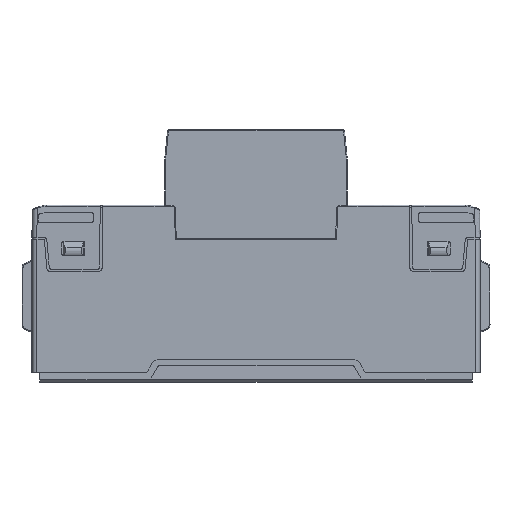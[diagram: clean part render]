
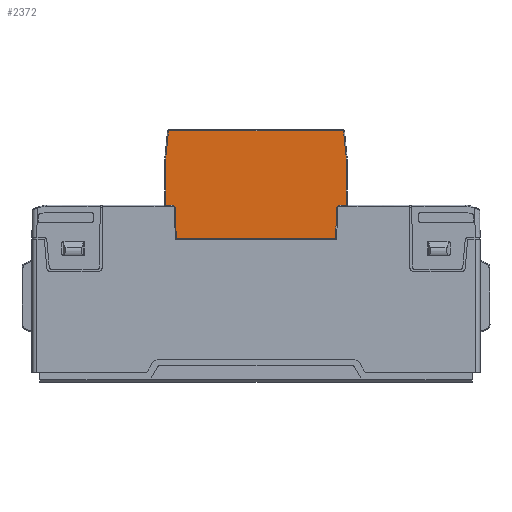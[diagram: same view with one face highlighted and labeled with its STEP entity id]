
A CAD part, left-side view. The second image highlights one B-rep face of the part: STEP entity #2372.
In plain terms, the highlighted free-form (B-spline) face has degree [1, 1] with [2, 2] control points.
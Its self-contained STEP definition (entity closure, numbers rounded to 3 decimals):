
#2217=CARTESIAN_POINT('',(-8.9,18.15,50.58));
#2218=CARTESIAN_POINT('',(-8.9,18.15,28.98));
#2219=CARTESIAN_POINT('',(-8.9,-18.15,50.58));
#2220=CARTESIAN_POINT('',(-8.9,-18.15,28.98));
#2221=B_SPLINE_SURFACE_WITH_KNOTS('',1,1,((#2217,#2219),(#2218,#2220)),.UNSPECIFIED.,.F.,.F.,.U.,(2,2),(2,2),(0.0,21.6),(0.0,36.3),.UNSPECIFIED.);
#2222=CARTESIAN_POINT('',(-8.9,16.657,35.58));
#2223=VERTEX_POINT('',#2222);
#2224=CARTESIAN_POINT('',(-8.9,18.15,35.58));
#2225=VERTEX_POINT('',#2224);
#2226=CARTESIAN_POINT('',(-8.9,16.657,35.58));
#2227=DIRECTION('',(0.0,1.0,0.0));
#2228=VECTOR('',#2227,1.493);
#2229=LINE('',#2226,#2228);
#2230=EDGE_CURVE('',#2223,#2225,#2229,.T.);
#2231=ORIENTED_EDGE('',*,*,#2230,.F.);
#2232=CARTESIAN_POINT('',(-8.9,16.148,35.08));
#2233=VERTEX_POINT('',#2232);
#2234=CARTESIAN_POINT('',(-8.9,16.657,35.58));
#2235=DIRECTION('',(0.0,-0.713,-0.701));
#2236=VECTOR('',#2235,0.713);
#2237=LINE('',#2234,#2236);
#2238=EDGE_CURVE('',#2223,#2233,#2237,.T.);
#2239=ORIENTED_EDGE('',*,*,#2238,.T.);
#2240=CARTESIAN_POINT('',(-8.9,16.041,28.98));
#2241=VERTEX_POINT('',#2240);
#2242=CARTESIAN_POINT('',(-8.9,16.148,35.08));
#2243=DIRECTION('',(0.0,-0.017,-1.));
#2244=VECTOR('',#2243,6.101);
#2245=LINE('',#2242,#2244);
#2246=EDGE_CURVE('',#2233,#2241,#2245,.T.);
#2247=ORIENTED_EDGE('',*,*,#2246,.T.);
#2248=CARTESIAN_POINT('',(-8.9,-16.028,28.98));
#2249=VERTEX_POINT('',#2248);
#2250=CARTESIAN_POINT('',(-8.9,16.041,28.98));
#2251=DIRECTION('',(0.,-1.0,0.));
#2252=VECTOR('',#2251,32.07);
#2253=LINE('',#2250,#2252);
#2254=EDGE_CURVE('',#2241,#2249,#2253,.T.);
#2255=ORIENTED_EDGE('',*,*,#2254,.T.);
#2256=CARTESIAN_POINT('',(-8.9,-16.135,35.08));
#2257=VERTEX_POINT('',#2256);
#2258=CARTESIAN_POINT('',(-8.9,-16.135,35.08));
#2259=DIRECTION('',(0.,0.017,-1.));
#2260=VECTOR('',#2259,6.101);
#2261=LINE('',#2258,#2260);
#2262=EDGE_CURVE('',#2257,#2249,#2261,.T.);
#2263=ORIENTED_EDGE('',*,*,#2262,.F.);
#2264=CARTESIAN_POINT('',(-8.9,-16.643,35.58));
#2265=VERTEX_POINT('',#2264);
#2266=CARTESIAN_POINT('',(-8.9,-16.135,35.08));
#2267=DIRECTION('',(0.0,-0.713,0.701));
#2268=VECTOR('',#2267,0.713);
#2269=LINE('',#2266,#2268);
#2270=EDGE_CURVE('',#2257,#2265,#2269,.T.);
#2271=ORIENTED_EDGE('',*,*,#2270,.T.);
#2272=CARTESIAN_POINT('',(-8.9,-18.15,35.58));
#2273=VERTEX_POINT('',#2272);
#2274=CARTESIAN_POINT('',(-8.9,-16.643,35.58));
#2275=DIRECTION('',(0.,-1.0,0.0));
#2276=VECTOR('',#2275,1.507);
#2277=LINE('',#2274,#2276);
#2278=EDGE_CURVE('',#2265,#2273,#2277,.T.);
#2279=ORIENTED_EDGE('',*,*,#2278,.T.);
#2280=CARTESIAN_POINT('',(-8.9,-18.15,40.079));
#2281=VERTEX_POINT('',#2280);
#2282=CARTESIAN_POINT('',(-8.9,-18.15,40.079));
#2283=DIRECTION('',(0.0,0.0,-1.0));
#2284=VECTOR('',#2283,4.499);
#2285=LINE('',#2282,#2284);
#2286=EDGE_CURVE('',#2281,#2273,#2285,.T.);
#2287=ORIENTED_EDGE('',*,*,#2286,.F.);
#2288=CARTESIAN_POINT('',(-8.9,-18.106,44.811));
#2289=VERTEX_POINT('',#2288);
#2290=CARTESIAN_POINT('',(-8.9,-18.106,44.811));
#2291=DIRECTION('',(0.0,-0.009,-1.));
#2292=VECTOR('',#2291,4.732);
#2293=LINE('',#2290,#2292);
#2294=EDGE_CURVE('',#2289,#2281,#2293,.T.);
#2295=ORIENTED_EDGE('',*,*,#2294,.F.);
#2296=CARTESIAN_POINT('',(-8.9,-18.058,45.694));
#2297=VERTEX_POINT('',#2296);
#2298=CARTESIAN_POINT('',(-8.9,-8.306,44.719));
#2299=DIRECTION('',(1.,0.,0.));
#2300=DIRECTION('',(0.,-0.999,0.054));
#2301=AXIS2_PLACEMENT_3D('',#2298,#2299,#2300);
#2302=CIRCLE('',#2301,9.8);
#2303=EDGE_CURVE('',#2297,#2289,#2302,.T.);
#2304=ORIENTED_EDGE('',*,*,#2303,.F.);
#2305=CARTESIAN_POINT('',(-8.9,-17.596,50.31));
#2306=VERTEX_POINT('',#2305);
#2307=CARTESIAN_POINT('',(-8.9,-17.596,50.31));
#2308=DIRECTION('',(0.0,-0.1,-0.995));
#2309=VECTOR('',#2308,4.639);
#2310=LINE('',#2307,#2309);
#2311=EDGE_CURVE('',#2306,#2297,#2310,.T.);
#2312=ORIENTED_EDGE('',*,*,#2311,.F.);
#2313=CARTESIAN_POINT('',(-8.9,-17.298,50.58));
#2314=VERTEX_POINT('',#2313);
#2315=CARTESIAN_POINT('',(-8.9,-17.298,50.28));
#2316=DIRECTION('',(1.,0.,0.));
#2317=DIRECTION('',(0.,-0.671,0.741));
#2318=AXIS2_PLACEMENT_3D('',#2315,#2316,#2317);
#2319=CIRCLE('',#2318,0.3);
#2320=EDGE_CURVE('',#2314,#2306,#2319,.T.);
#2321=ORIENTED_EDGE('',*,*,#2320,.F.);
#2322=CARTESIAN_POINT('',(-8.9,17.298,50.58));
#2323=VERTEX_POINT('',#2322);
#2324=CARTESIAN_POINT('',(-8.9,17.298,50.58));
#2325=DIRECTION('',(0.0,-1.0,0.0));
#2326=VECTOR('',#2325,34.595);
#2327=LINE('',#2324,#2326);
#2328=EDGE_CURVE('',#2323,#2314,#2327,.T.);
#2329=ORIENTED_EDGE('',*,*,#2328,.F.);
#2330=CARTESIAN_POINT('',(-8.9,17.596,50.31));
#2331=VERTEX_POINT('',#2330);
#2332=CARTESIAN_POINT('',(-8.9,17.298,50.28));
#2333=DIRECTION('',(-1.0,0.,0.));
#2334=DIRECTION('',(0.,0.671,0.741));
#2335=AXIS2_PLACEMENT_3D('',#2332,#2333,#2334);
#2336=CIRCLE('',#2335,0.3);
#2337=EDGE_CURVE('',#2323,#2331,#2336,.T.);
#2338=ORIENTED_EDGE('',*,*,#2337,.T.);
#2339=CARTESIAN_POINT('',(-8.9,18.058,45.694));
#2340=VERTEX_POINT('',#2339);
#2341=CARTESIAN_POINT('',(-8.9,17.596,50.31));
#2342=DIRECTION('',(0.0,0.1,-0.995));
#2343=VECTOR('',#2342,4.639);
#2344=LINE('',#2341,#2343);
#2345=EDGE_CURVE('',#2331,#2340,#2344,.T.);
#2346=ORIENTED_EDGE('',*,*,#2345,.T.);
#2347=CARTESIAN_POINT('',(-8.9,18.106,44.811));
#2348=VERTEX_POINT('',#2347);
#2349=CARTESIAN_POINT('',(-8.9,8.306,44.719));
#2350=DIRECTION('',(-1.0,0.,0.));
#2351=DIRECTION('',(0.,0.999,0.054));
#2352=AXIS2_PLACEMENT_3D('',#2349,#2350,#2351);
#2353=CIRCLE('',#2352,9.8);
#2354=EDGE_CURVE('',#2340,#2348,#2353,.T.);
#2355=ORIENTED_EDGE('',*,*,#2354,.T.);
#2356=CARTESIAN_POINT('',(-8.9,18.15,40.079));
#2357=VERTEX_POINT('',#2356);
#2358=CARTESIAN_POINT('',(-8.9,18.106,44.811));
#2359=DIRECTION('',(0.0,0.009,-1.));
#2360=VECTOR('',#2359,4.732);
#2361=LINE('',#2358,#2360);
#2362=EDGE_CURVE('',#2348,#2357,#2361,.T.);
#2363=ORIENTED_EDGE('',*,*,#2362,.T.);
#2364=CARTESIAN_POINT('',(-8.9,18.15,40.079));
#2365=DIRECTION('',(0.0,0.0,-1.0));
#2366=VECTOR('',#2365,4.499);
#2367=LINE('',#2364,#2366);
#2368=EDGE_CURVE('',#2357,#2225,#2367,.T.);
#2369=ORIENTED_EDGE('',*,*,#2368,.T.);
#2370=EDGE_LOOP('',(#2231,#2239,#2247,#2255,#2263,#2271,#2279,#2287,#2295,#2304,#2312,#2321,#2329,#2338,#2346,#2355,#2363,#2369));
#2371=FACE_OUTER_BOUND('',#2370,.T.);
#2372=ADVANCED_FACE('',(#2371),#2221,.T.);
